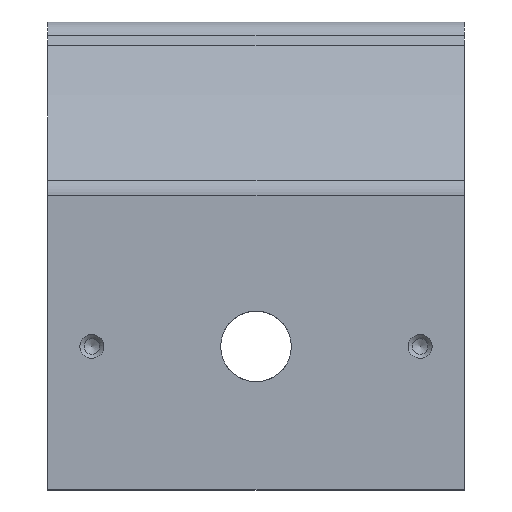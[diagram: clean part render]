
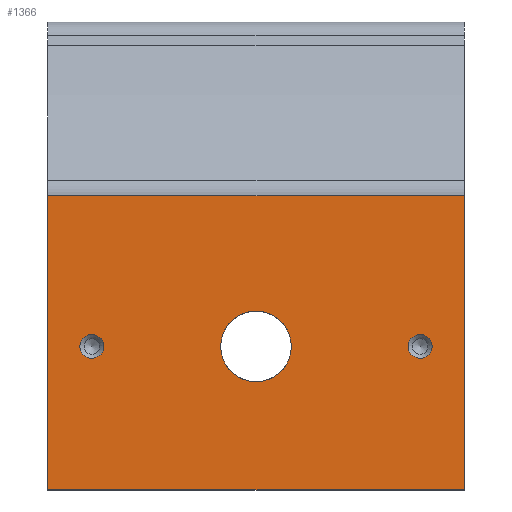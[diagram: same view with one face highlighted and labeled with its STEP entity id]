
A CAD part, left-side view. The second image highlights one B-rep face of the part: STEP entity #1366.
In plain terms, the highlighted planar face has unit normal (-1, 0, 0).
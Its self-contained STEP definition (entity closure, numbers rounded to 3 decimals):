
#83=FACE_BOUND('',#220,.T.);
#84=FACE_BOUND('',#221,.T.);
#85=FACE_BOUND('',#222,.T.);
#110=PLANE('',#1461);
#135=FACE_OUTER_BOUND('',#219,.T.);
#219=EDGE_LOOP('',(#970,#971,#972,#973));
#220=EDGE_LOOP('',(#974));
#221=EDGE_LOOP('',(#975));
#222=EDGE_LOOP('',(#976));
#329=LINE('',#2111,#429);
#330=LINE('',#2113,#430);
#331=LINE('',#2115,#431);
#332=LINE('',#2116,#432);
#429=VECTOR('',#1665,10.);
#430=VECTOR('',#1666,10.);
#431=VECTOR('',#1667,10.);
#432=VECTOR('',#1668,10.);
#529=CIRCLE('',#1458,1.15);
#532=CIRCLE('',#1462,1.15);
#533=CIRCLE('',#1463,3.39);
#613=VERTEX_POINT('',#2101);
#616=VERTEX_POINT('',#2109);
#617=VERTEX_POINT('',#2110);
#618=VERTEX_POINT('',#2112);
#619=VERTEX_POINT('',#2114);
#620=VERTEX_POINT('',#2117);
#621=VERTEX_POINT('',#2119);
#753=EDGE_CURVE('',#613,#613,#529,.T.);
#757=EDGE_CURVE('',#616,#617,#329,.T.);
#758=EDGE_CURVE('',#618,#616,#330,.F.);
#759=EDGE_CURVE('',#618,#619,#331,.T.);
#760=EDGE_CURVE('',#617,#619,#332,.T.);
#761=EDGE_CURVE('',#620,#620,#532,.T.);
#762=EDGE_CURVE('',#621,#621,#533,.T.);
#970=ORIENTED_EDGE('',*,*,#757,.F.);
#971=ORIENTED_EDGE('',*,*,#758,.F.);
#972=ORIENTED_EDGE('',*,*,#759,.T.);
#973=ORIENTED_EDGE('',*,*,#760,.F.);
#974=ORIENTED_EDGE('',*,*,#761,.F.);
#975=ORIENTED_EDGE('',*,*,#762,.T.);
#976=ORIENTED_EDGE('',*,*,#753,.F.);
#1366=ADVANCED_FACE('',(#135,#83,#84,#85),#110,.T.);
#1458=AXIS2_PLACEMENT_3D('',#2102,#1656,#1657);
#1461=AXIS2_PLACEMENT_3D('',#2108,#1663,#1664);
#1462=AXIS2_PLACEMENT_3D('',#2118,#1669,#1670);
#1463=AXIS2_PLACEMENT_3D('',#2120,#1671,#1672);
#1656=DIRECTION('center_axis',(-1.,0.,0.));
#1657=DIRECTION('ref_axis',(0.,1.,0.));
#1663=DIRECTION('center_axis',(-1.,0.,0.));
#1664=DIRECTION('ref_axis',(0.,0.,-1.));
#1665=DIRECTION('',(0.,-1.,0.));
#1666=DIRECTION('',(0.,0.,-1.));
#1667=DIRECTION('',(0.,-1.,0.));
#1668=DIRECTION('',(0.,0.,-1.));
#1669=DIRECTION('center_axis',(-1.,0.,0.));
#1670=DIRECTION('ref_axis',(0.,1.,0.));
#1671=DIRECTION('center_axis',(1.,0.,0.));
#1672=DIRECTION('ref_axis',(0.,0.,
1.));
#2101=CARTESIAN_POINT('',(-24.323,-16.9,97.61));
#2102=CARTESIAN_POINT('Origin',(-24.323,-15.75,97.61));
#2108=CARTESIAN_POINT('Origin',(-24.323,20.,107.517));
#2109=CARTESIAN_POINT('',(-24.323,20.,112.067));
#2110=CARTESIAN_POINT('',(-24.323,-20.,112.067));
#2111=CARTESIAN_POINT('',(-24.323,10.,112.067));
#2112=CARTESIAN_POINT('',(-24.323,20.,83.839));
#2113=CARTESIAN_POINT('',(-24.323,20.,87.805));
#2114=CARTESIAN_POINT('',(-24.323,-20.,83.839));
#2115=CARTESIAN_POINT('',(-24.323,20.,83.839));
#2116=CARTESIAN_POINT('',(-24.323,-20.,87.805));
#2117=CARTESIAN_POINT('',(-24.323,14.6,97.61));
#2118=CARTESIAN_POINT('Origin',(-24.323,15.75,97.61));
#2119=CARTESIAN_POINT('',(-24.323,0.,94.22));
#2120=CARTESIAN_POINT('Origin',(-24.323,0.,
97.61));
